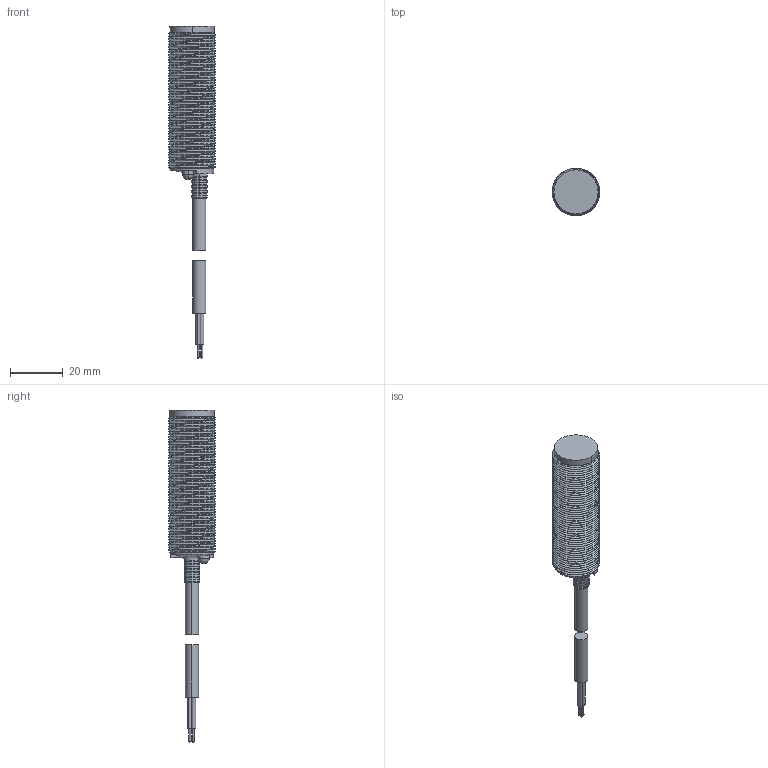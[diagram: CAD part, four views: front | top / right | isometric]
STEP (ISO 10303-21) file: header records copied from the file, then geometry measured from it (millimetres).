
FILE_DESCRIPTION((''),'2;1');
FILE_NAME('ECS1-1808X-X3UX','2017-01-21T',('Administrator'),(''),'PRO/ENGINEER BY PARAMETRIC TECHNOLOGY CORPORATION, 2007170','PRO/ENGINEER BY PARAMETRIC TECHNOLOGY CORPORATION, 2007170','');
FILE_SCHEMA(('CONFIG_CONTROL_DESIGN'));
Length unit declared in the file: millimetre
Products named in the file (1): ECS1-1808X-X3UX
Bounding box: 18 x 18 x 126 mm (x, y, z)
Volume: 13974.7 mm3; surface area: 7431.7 mm2
Topology: 2 solids, 2 shells, 222 faces, 574 edges, 358 vertices
Faces by surface type: cylinder 140, bspline 30, plane 24, cone 20, sphere 6, torus 2
Entity records: 16260 total; most frequent: CARTESIAN_POINT 11362, ORIENTED_EDGE 1136, DIRECTION 810, EDGE_CURVE 568, VERTEX_POINT 358, AXIS2_PLACEMENT_3D 302, B_SPLINE_CURVE_WITH_KNOTS 252, EDGE_LOOP 230
